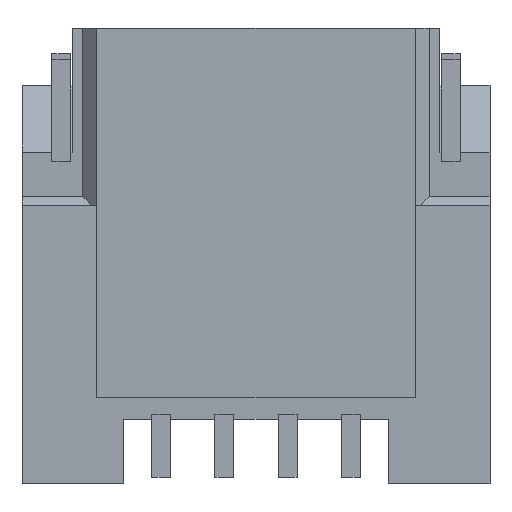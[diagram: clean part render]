
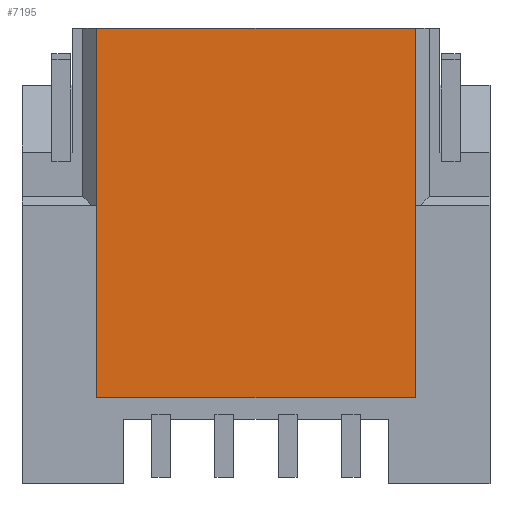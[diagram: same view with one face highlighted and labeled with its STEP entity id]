
A CAD part, front view. The second image highlights one B-rep face of the part: STEP entity #7195.
In plain terms, the highlighted planar face has unit normal (0, -1, 0).
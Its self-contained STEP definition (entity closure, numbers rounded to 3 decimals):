
#322 = ORIENTED_EDGE ( 'NONE', *, *, #5928, .F. ) ;
#445 = LINE ( 'NONE', #1365, #3025 ) ;
#566 = DIRECTION ( 'NONE',  ( 0., 0., -1. ) ) ;
#605 = CARTESIAN_POINT ( 'NONE',  ( 1.26, 0., -2.92 ) ) ;
#1066 = VERTEX_POINT ( 'NONE', #13001 ) ;
#1083 = VECTOR ( 'NONE', #12781, 1000. ) ;
#1156 = FACE_OUTER_BOUND ( 'NONE', #9352, .T. ) ;
#1215 = EDGE_CURVE ( 'NONE', #9792, #1066, #12765, .T. ) ;
#1227 = LINE ( 'NONE', #11447, #8648 ) ;
#1365 = CARTESIAN_POINT ( 'NONE',  ( -1.26, 0., 0. ) ) ;
#2365 = DIRECTION ( 'NONE',  ( -1., 0., 0. ) ) ;
#2803 = VECTOR ( 'NONE', #10775, 1000. ) ;
#2872 = VECTOR ( 'NONE', #566, 1000. ) ;
#3025 = VECTOR ( 'NONE', #3567, 1000. ) ;
#3567 = DIRECTION ( 'NONE',  ( 1., 0., 0. ) ) ;
#4135 = CARTESIAN_POINT ( 'NONE',  ( 1.26, 0., 0. ) ) ;
#4472 = CARTESIAN_POINT ( 'NONE',  ( -1.26, 0., 0. ) ) ;
#4542 = DIRECTION ( 'NONE',  ( 0., -1., 0. ) ) ;
#4630 = LINE ( 'NONE', #4760, #1083 ) ;
#4683 = CARTESIAN_POINT ( 'NONE',  ( 1.26, 0., 0. ) ) ;
#4760 = CARTESIAN_POINT ( 'NONE',  ( -1.26, 0., -2.92 ) ) ;
#5049 = EDGE_CURVE ( 'NONE', #5749, #9810, #4630, .T. ) ;
#5216 = AXIS2_PLACEMENT_3D ( 'NONE', #10646, #4542, #7703 ) ;
#5454 = ORIENTED_EDGE ( 'NONE', *, *, #8276, .F. ) ;
#5604 = LINE ( 'NONE', #4683, #2872 ) ;
#5749 = VERTEX_POINT ( 'NONE', #10443 ) ;
#5928 = EDGE_CURVE ( 'NONE', #9792, #5749, #1227, .T. ) ;
#5973 = VERTEX_POINT ( 'NONE', #4472 ) ;
#7012 = CARTESIAN_POINT ( 'NONE',  ( -1.26, 0., 0. ) ) ;
#7195 = ADVANCED_FACE ( 'NONE', ( #1156 ), #11317, .T. ) ;
#7703 = DIRECTION ( 'NONE',  ( 0., 0., -1. ) ) ;
#7934 = DIRECTION ( 'NONE',  ( 0., 0., -1. ) ) ;
#8192 = ORIENTED_EDGE ( 'NONE', *, *, #12142, .F. ) ;
#8276 = EDGE_CURVE ( 'NONE', #11435, #1066, #5604, .T. ) ;
#8486 = CARTESIAN_POINT ( 'NONE',  ( 1.26, 0., -2.92 ) ) ;
#8648 = VECTOR ( 'NONE', #2365, 1000. ) ;
#8735 = CARTESIAN_POINT ( 'NONE',  ( -1.26, 0., -1.4 ) ) ;
#9114 = LINE ( 'NONE', #7012, #11182 ) ;
#9352 = EDGE_LOOP ( 'NONE', ( #5454, #8192, #10690, #13094, #322, #10866 ) ) ;
#9792 = VERTEX_POINT ( 'NONE', #605 ) ;
#9810 = VERTEX_POINT ( 'NONE', #8735 ) ;
#10342 = EDGE_CURVE ( 'NONE', #5973, #9810, #9114, .T. ) ;
#10443 = CARTESIAN_POINT ( 'NONE',  ( -1.26, 0., -2.92 ) ) ;
#10646 = CARTESIAN_POINT ( 'NONE',  ( -1.85, 0., 0. ) ) ;
#10690 = ORIENTED_EDGE ( 'NONE', *, *, #10342, .T. ) ;
#10775 = DIRECTION ( 'NONE',  ( 0., 0., 1. ) ) ;
#10866 = ORIENTED_EDGE ( 'NONE', *, *, #1215, .T. ) ;
#11182 = VECTOR ( 'NONE', #7934, 1000. ) ;
#11317 = PLANE ( 'NONE',  #5216 ) ;
#11435 = VERTEX_POINT ( 'NONE', #4135 ) ;
#11447 = CARTESIAN_POINT ( 'NONE',  ( 1.26, 0., -2.92 ) ) ;
#12142 = EDGE_CURVE ( 'NONE', #5973, #11435, #445, .T. ) ;
#12765 = LINE ( 'NONE', #8486, #2803 ) ;
#12781 = DIRECTION ( 'NONE',  ( 0., 0., 1. ) ) ;
#13001 = CARTESIAN_POINT ( 'NONE',  ( 1.26, 0., -1.4 ) ) ;
#13094 = ORIENTED_EDGE ( 'NONE', *, *, #5049, .F. ) ;
